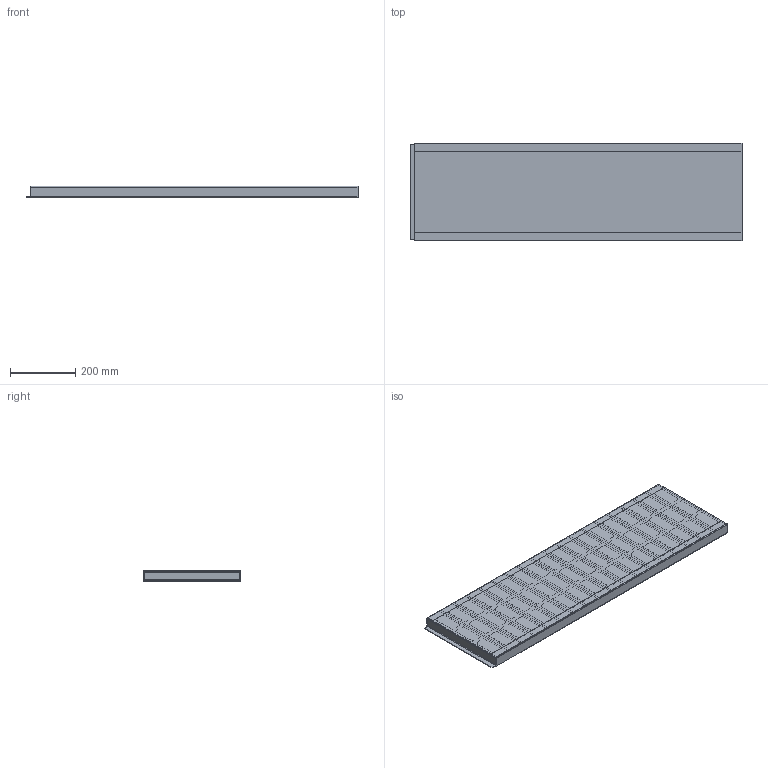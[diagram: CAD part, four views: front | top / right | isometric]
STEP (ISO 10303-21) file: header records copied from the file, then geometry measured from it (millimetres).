
FILE_DESCRIPTION((''),'2;1');
FILE_NAME('4009003016323-Lochblechabdeckung 1m.stp','2014-02-13T07:01:33',('praktikant'),(''),'Autodesk Inventor 2013','Autodesk Inventor 2013','');
FILE_SCHEMA(('AUTOMOTIVE_DESIGN { 1 0 10303 214 1 1 1 1 }'));
Length unit declared in the file: millimetre
Products named in the file (5): Lochblechabdeckung 1m; Lochblechgehäuse 1,25mm-B299-L500; Pervorierung; Trägerprofil
Assembly tree (21 placements, depth 3):
  Lochblechabdeckung 1m
    Lochblechgehäuse 1,25mm-B299-L500
      Lochblechgehäuse 1,25mm-B299-L500
      Pervorierung
    Trägerprofil  x18
Bounding box: 1014.5 x 299 x 34.5 mm (x, y, z)
Volume: 1658956.5 mm3; surface area: 2026224.2 mm2
Topology: 21 solids, 21 shells, 2102 faces, 5284 edges, 3224 vertices
Faces by surface type: plane 1554, cylinder 548
Entity records: 4897 total; most frequent: DIRECTION 844, CARTESIAN_POINT 810, ORIENTED_EDGE 776, EDGE_CURVE 388, VECTOR 312, LINE 312, AXIS2_PLACEMENT_3D 266, VERTEX_POINT 232
